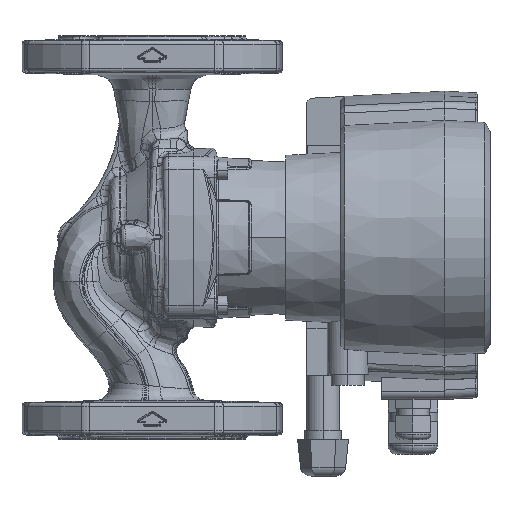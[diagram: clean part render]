
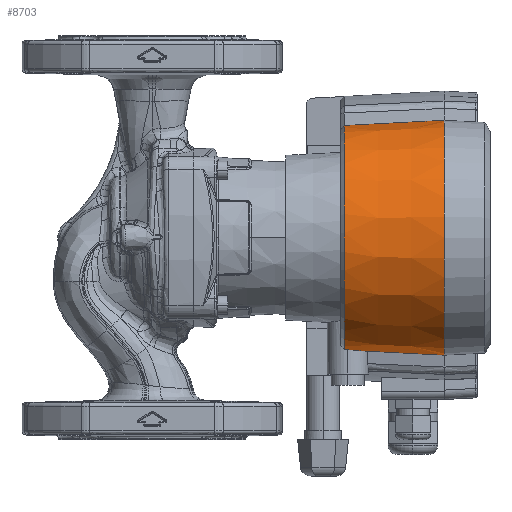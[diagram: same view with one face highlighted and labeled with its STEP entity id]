
A CAD part, top view. The second image highlights one B-rep face of the part: STEP entity #8703.
In plain terms, the highlighted conical face has half-angle 3 degrees and reference radius 64 mm.
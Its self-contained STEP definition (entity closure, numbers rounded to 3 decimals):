
#2531 = ORIENTED_EDGE ( 'NONE', *, *, #22795, .F. ) ;
#2533 = ORIENTED_EDGE ( 'NONE', *, *, #22232, .T. ) ;
#2535 = ORIENTED_EDGE ( 'NONE', *, *, #22078, .F. ) ;
#2537 = ORIENTED_EDGE ( 'NONE', *, *, #22164, .F. ) ;
#2539 = ORIENTED_EDGE ( 'NONE', *, *, #22865, .T. ) ;
#2541 = ORIENTED_EDGE ( 'NONE', *, *, #22908, .F. ) ;
#4205 = LINE ( 'NONE', #4206, #66220 ) ;
#4206 = CARTESIAN_POINT ( 'NONE',  ( 137.05, -64., 6. ) ) ;
#4208 = DIRECTION ( 'NONE',  ( 0.999, -0.052, 0. ) ) ;
#6353 = CARTESIAN_POINT ( 'NONE',  ( 93.283, -61.706, 6.787 ) ) ;
#6356 = CARTESIAN_POINT ( 'NONE',  ( 93.789, -61.733, 6. ) ) ;
#6360 = CARTESIAN_POINT ( 'NONE',  ( 92.691, -61.66, 7.494 ) ) ;
#6362 = CARTESIAN_POINT ( 'NONE',  ( 91.677, -61.575, 8.438 ) ) ;
#6364 = CARTESIAN_POINT ( 'NONE',  ( 91.315, -61.543, 8.735 ) ) ;
#6366 = CARTESIAN_POINT ( 'NONE',  ( 90.562, -61.477, 9.277 ) ) ;
#6368 = CARTESIAN_POINT ( 'NONE',  ( 90.172, -61.443, 9.523 ) ) ;
#6370 = CARTESIAN_POINT ( 'NONE',  ( 89.364, -61.373, 9.963 ) ) ;
#6372 = CARTESIAN_POINT ( 'NONE',  ( 88.947, -61.338, 10.159 ) ) ;
#6374 = CARTESIAN_POINT ( 'NONE',  ( 88.085, -61.269, 10.498 ) ) ;
#6376 = CARTESIAN_POINT ( 'NONE',  ( 87.639, -61.235, 10.642 ) ) ;
#6378 = CARTESIAN_POINT ( 'NONE',  ( 86.296, -61.138, 10.984 ) ) ;
#6380 = CARTESIAN_POINT ( 'NONE',  ( 85.383, -61.08, 11.1 ) ) ;
#6382 = CARTESIAN_POINT ( 'NONE',  ( 84.45, -61.031, 11.1 ) ) ;
#8703 = ADVANCED_FACE ( 'NONE', ( #47133 ), #78498, .T. ) ;
#22078 = EDGE_CURVE ( 'NONE', #27311, #27327, #106055, .T. ) ;
#22164 = EDGE_CURVE ( 'NONE', #27327, #55323, #106071, .T. ) ;
#22232 = EDGE_CURVE ( 'NONE', #27311, #55257, #4205, .T. ) ;
#22795 = EDGE_CURVE ( 'NONE', #28076, #55257, #89992, .T. ) ;
#22865 = EDGE_CURVE ( 'NONE', #55276, #55323, #99207, .T. ) ;
#22908 = EDGE_CURVE ( 'NONE', #55276, #28076, #84207, .T. ) ;
#27311 = VERTEX_POINT ( 'NONE', #110523 ) ;
#27327 = VERTEX_POINT ( 'NONE', #110527 ) ;
#28076 = VERTEX_POINT ( 'NONE', #110761 ) ;
#47081 = DIRECTION ( 'NONE',  ( 1., 0., 0. ) ) ;
#47131 = CARTESIAN_POINT ( 'NONE',  ( 137.05, 0., 6. ) ) ;
#47133 = FACE_OUTER_BOUND ( 'NONE', #54468, .T. ) ;
#47173 = DIRECTION ( 'NONE',  ( 0., -1., 0. ) ) ;
#54468 = EDGE_LOOP ( 'NONE', ( #2541, #2539, #2537, #2535, #2533, #2531 ) ) ;
#55257 = VERTEX_POINT ( 'NONE', #120696 ) ;
#55276 = VERTEX_POINT ( 'NONE', #120698 ) ;
#55323 = VERTEX_POINT ( 'NONE', #120723 ) ;
#66220 = VECTOR ( 'NONE', #4208, 1000. ) ;
#78498 = CONICAL_SURFACE ( 'NONE', #78499, 64., 0.052 ) ;
#78499 = AXIS2_PLACEMENT_3D ( 'NONE', #47131, #47081, #47173 ) ;
#83753 = CARTESIAN_POINT ( 'NONE',  ( 82.661, 0., 6. ) ) ;
#83754 = DIRECTION ( 'NONE',  ( 1., 0., 0. ) ) ;
#83755 = DIRECTION ( 'NONE',  ( 0., -1., 0. ) ) ;
#84207 = LINE ( 'NONE', #84209, #99387 ) ;
#84209 = CARTESIAN_POINT ( 'NONE',  ( 137.05, 64., 6. ) ) ;
#84210 = DIRECTION ( 'NONE',  ( 0.999, 0.052, 0. ) ) ;
#89991 = AXIS2_PLACEMENT_3D ( 'NONE', #90662, #90664, #90666 ) ;
#89992 = CIRCLE ( 'NONE', #89991, 64. ) ;
#90662 = CARTESIAN_POINT ( 'NONE',  ( 137.05, 0., 6. ) ) ;
#90664 = DIRECTION ( 'NONE',  ( 1., 0., 0. ) ) ;
#90666 = DIRECTION ( 'NONE',  ( 0., -1., 0. ) ) ;
#98799 = CARTESIAN_POINT ( 'NONE',  ( 84.45, -61.031, 11.1 ) ) ;
#98884 = CARTESIAN_POINT ( 'NONE',  ( 83.847, -60.999, 11.1 ) ) ;
#98886 = CARTESIAN_POINT ( 'NONE',  ( 83.248, -60.972, 11.051 ) ) ;
#98887 = CARTESIAN_POINT ( 'NONE',  ( 82.661, -60.949, 10.955 ) ) ;
#99205 = AXIS2_PLACEMENT_3D ( 'NONE', #83753, #83754, #83755 ) ;
#99207 = CIRCLE ( 'NONE', #99205, 61.15 ) ;
#99387 = VECTOR ( 'NONE', #84210, 1000. ) ;
#106055 = B_SPLINE_CURVE_WITH_KNOTS ( 'NONE', 3,
 ( #6356, #6353, #6360, #6362, #6364, #6366, #6368, #6370, #6372, #6374, #6376, #6378, #6380, #6382 ),
 .UNSPECIFIED., .F., .F.,
 ( 4, 2, 2, 2, 2, 2, 4 ),
 ( 0., 0.003, 0.004, 0.006, 0.007, 0.008, 0.011 ),
 .UNSPECIFIED. ) ;
#106071 = B_SPLINE_CURVE_WITH_KNOTS ( 'NONE', 3,
 ( #98799, #98884, #98886, #98887 ),
 .UNSPECIFIED., .F., .F.,
 ( 4, 4 ),
 ( 0.011, 0.013 ),
 .UNSPECIFIED. ) ;
#110523 = CARTESIAN_POINT ( 'NONE',  ( 93.789, -61.733, 6. ) ) ;
#110527 = CARTESIAN_POINT ( 'NONE',  ( 84.45, -61.031, 11.1 ) ) ;
#110761 = CARTESIAN_POINT ( 'NONE',  ( 137.05, 64., 6. ) ) ;
#120696 = CARTESIAN_POINT ( 'NONE',  ( 137.05, -64., 6. ) ) ;
#120698 = CARTESIAN_POINT ( 'NONE',  ( 82.661, 61.15, 6. ) ) ;
#120723 = CARTESIAN_POINT ( 'NONE',  ( 82.661, -60.949, 10.955 ) ) ;
